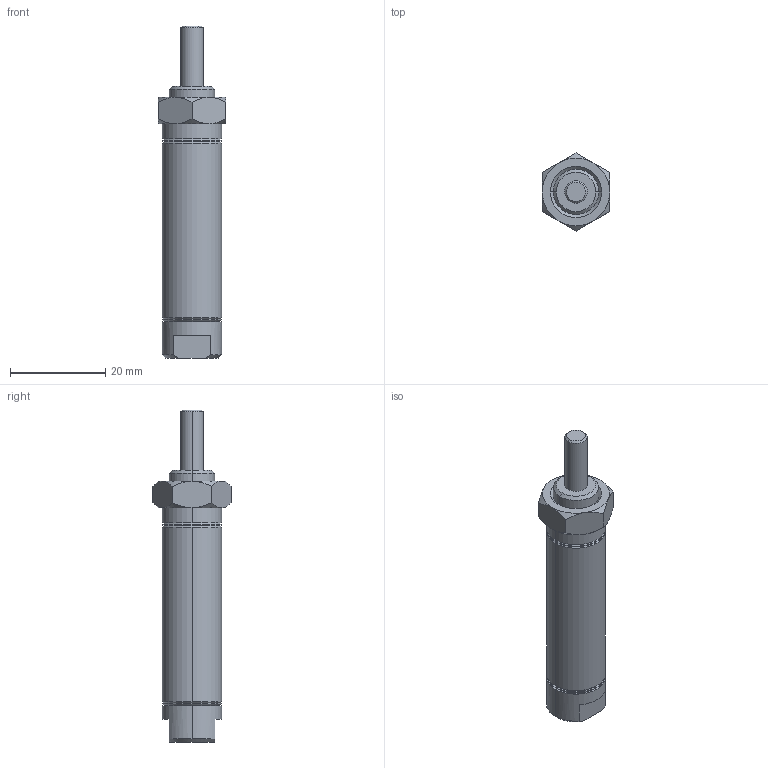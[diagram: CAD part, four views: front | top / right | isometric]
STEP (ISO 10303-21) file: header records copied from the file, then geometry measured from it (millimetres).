
FILE_DESCRIPTION (( 'STEP AP214' ), '1' );
FILE_NAME ('A07005SN.step', '2017-04-04T21:03:44', ( '' ), ( '' ), 'SwSTEP 2.0', 'SolidWorks 2017', '' );
FILE_SCHEMA (( 'AUTOMOTIVE_DESIGN' ));
Length unit declared in the file: inch
Products named in the file (4): A07005SN_Mounting Nut_D-801; A07005SN-MainBody; A07005SN; A07005SN-Rod
Assembly tree (3 placements, depth 2):
  A07005SN
    A07005SN-MainBody
    A07005SN_Mounting Nut_D-801
    A07005SN-Rod
Bounding box: 14.22 x 16.42 x 69.85 mm (x, y, z)
Volume: 6034.2 mm3; surface area: 5863.5 mm2
Topology: 3 solids, 3 shells, 82 faces, 172 edges, 105 vertices
Faces by surface type: cone 31, cylinder 26, plane 25
Entity records: 2489 total; most frequent: CARTESIAN_POINT 537, DIRECTION 407, ORIENTED_EDGE 344, AXIS2_PLACEMENT_3D 175, EDGE_CURVE 172, VERTEX_POINT 105, EDGE_LOOP 95, CIRCLE 87
